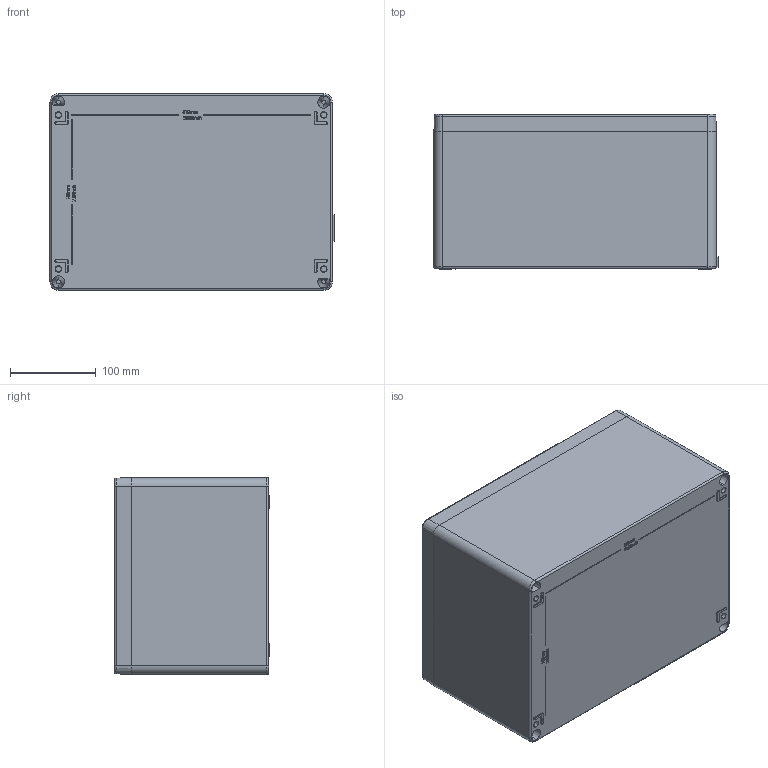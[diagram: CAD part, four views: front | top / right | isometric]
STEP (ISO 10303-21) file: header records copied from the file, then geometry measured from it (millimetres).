
FILE_DESCRIPTION (( 'STEP AP214' ), '1' );
FILE_NAME ('25233318.STEP', '2012-06-14T07:13:02', ( ' ' ), ( '' ), 'SwSTEP 2.0', 'SolidWorks 2011', '' );
FILE_SCHEMA (( 'AUTOMOTIVE_DESIGN' ));
Length unit declared in the file: millimetre
Products named in the file (10): 92441; 83171; 95947; 92081; 01233318_Ex Ausführung; 82014; 93134; 02062; 03621; 25233318
Assembly tree (12 placements, depth 3):
  25233318
    01233318_Ex Ausführung
      82014
      02062
      93134  x4
      03621
    95947
    83171
    92441
    92081
Bounding box: 332 x 181 x 230 mm (x, y, z)
Volume: 2079361.7 mm3; surface area: 736740.5 mm2
Topology: 11 solids, 11 shells, 1361 faces, 3330 edges, 2094 vertices
Faces by surface type: plane 505, bspline 290, cylinder 231, cone 226, torus 109
Entity records: 59579 total; most frequent: CARTESIAN_POINT 31362, ORIENTED_EDGE 6158, DIRECTION 5030, EDGE_CURVE 3079, VERTEX_POINT 1944, AXIS2_PLACEMENT_3D 1815, EDGE_LOOP 1415, VECTOR 1400
